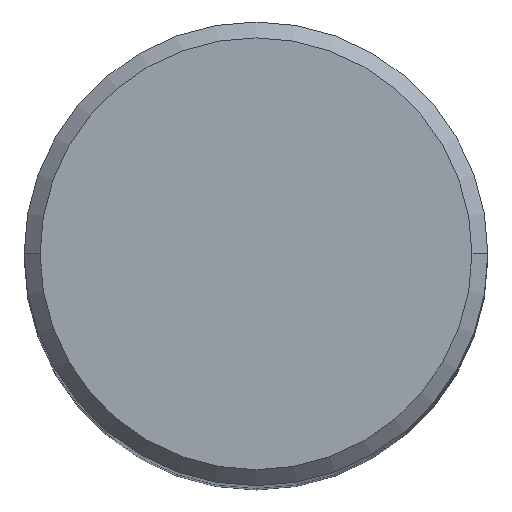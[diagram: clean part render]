
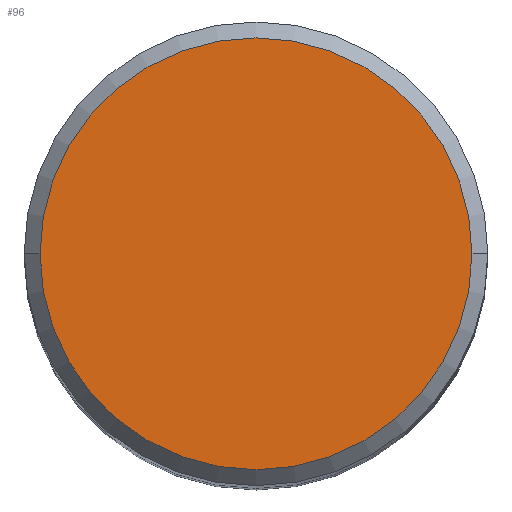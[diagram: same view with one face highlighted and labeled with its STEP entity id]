
A CAD part, top view. The second image highlights one B-rep face of the part: STEP entity #96.
In plain terms, the highlighted planar face has unit normal (0, 0, 1).
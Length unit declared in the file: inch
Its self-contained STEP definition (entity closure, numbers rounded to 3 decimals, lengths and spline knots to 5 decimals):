
#21 = DIRECTION ( 'NONE',  ( 0., 0., 1. ) ) ;
#29 = ORIENTED_EDGE ( 'NONE', *, *, #238, .T. ) ;
#50 = PLANE ( 'NONE',  #283 ) ;
#62 = EDGE_LOOP ( 'NONE', ( #29, #78 ) ) ;
#76 = CARTESIAN_POINT ( 'NONE',  ( -0.20375, 0., 2.5 ) ) ;
#78 = ORIENTED_EDGE ( 'NONE', *, *, #162, .T. ) ;
#96 = ADVANCED_FACE ( 'NONE', ( #270 ), #50, .T. ) ;
#147 = CARTESIAN_POINT ( 'NONE',  ( 0., 0., 2.5 ) ) ;
#157 = VERTEX_POINT ( 'NONE', #76 ) ;
#158 = DIRECTION ( 'NONE',  ( 1., 0., 0. ) ) ;
#162 = EDGE_CURVE ( 'NONE', #225, #157, #215, .T. ) ;
#200 = CARTESIAN_POINT ( 'NONE',  ( 0., 0., 2.5 ) ) ;
#201 = AXIS2_PLACEMENT_3D ( 'NONE', #271, #205, #228 ) ;
#205 = DIRECTION ( 'NONE',  ( 0., 0., 1. ) ) ;
#215 = CIRCLE ( 'NONE', #296, 0.20375 ) ;
#222 = DIRECTION ( 'NONE',  ( 1., 0., 0. ) ) ;
#225 = VERTEX_POINT ( 'NONE', #247 ) ;
#228 = DIRECTION ( 'NONE',  ( 1., 0., 0. ) ) ;
#238 = EDGE_CURVE ( 'NONE', #157, #225, #312, .T. ) ;
#247 = CARTESIAN_POINT ( 'NONE',  ( 0.20375, 0., 2.5 ) ) ;
#270 = FACE_OUTER_BOUND ( 'NONE', #62, .T. ) ;
#271 = CARTESIAN_POINT ( 'NONE',  ( 0., 0., 2.5 ) ) ;
#280 = DIRECTION ( 'NONE',  ( 0., 0., 1. ) ) ;
#283 = AXIS2_PLACEMENT_3D ( 'NONE', #147, #21, #222 ) ;
#296 = AXIS2_PLACEMENT_3D ( 'NONE', #200, #280, #158 ) ;
#312 = CIRCLE ( 'NONE', #201, 0.20375 ) ;
